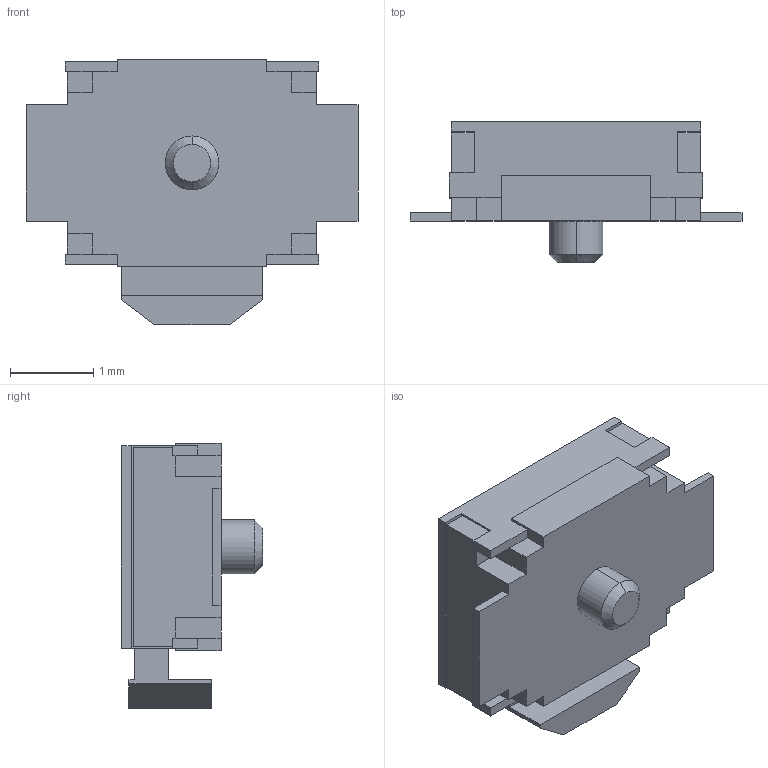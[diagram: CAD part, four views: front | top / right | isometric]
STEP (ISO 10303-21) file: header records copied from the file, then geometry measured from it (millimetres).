
FILE_DESCRIPTION (( 'STEP AP214' ), '1' );
FILE_NAME ('B3U-3000P-B.step', '2023-06-19T11:31:39', ( '' ), ( '' ), 'SwSTEP 2.0', 'SolidWorks 2018', '' );
FILE_SCHEMA (( 'AUTOMOTIVE_DESIGN' ));
Length unit declared in the file: millimetre
Products named in the file (1): B3U-3000P-B
Bounding box: 4 x 1.7 x 3.2 mm (x, y, z)
Volume: 9.5 mm3; surface area: 40.7 mm2
Topology: 1 solids, 1 shells, 94 faces, 264 edges, 174 vertices
Faces by surface type: plane 90, cone 2, cylinder 2
Entity records: 4023 total; most frequent: CARTESIAN_POINT 533, ORIENTED_EDGE 528, DIRECTION 460, EDGE_CURVE 264, VECTOR 258, LINE 258, VERTEX_POINT 174, AXIS2_PLACEMENT_3D 101
